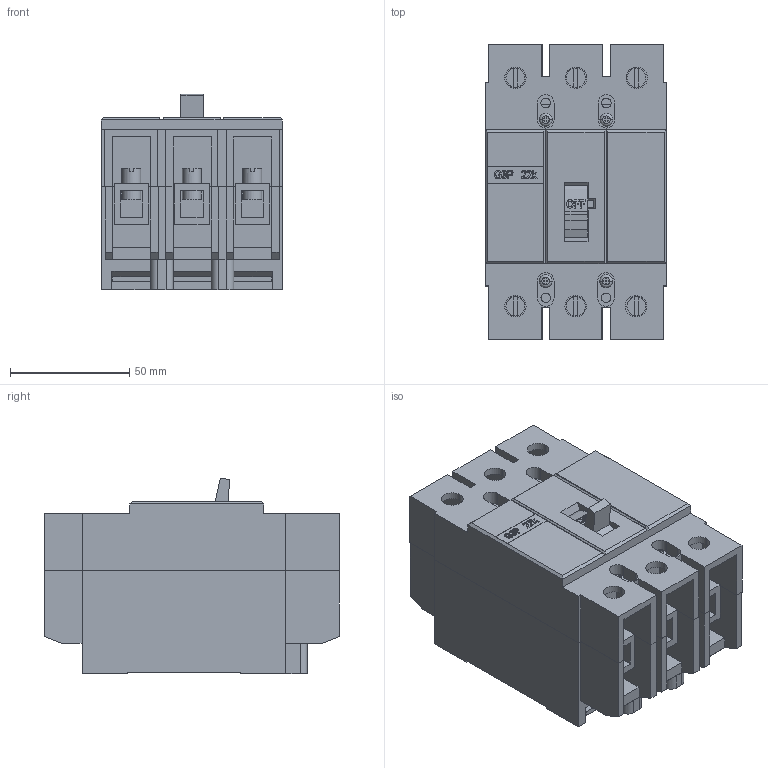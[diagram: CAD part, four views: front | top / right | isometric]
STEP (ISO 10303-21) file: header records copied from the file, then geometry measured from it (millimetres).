
FILE_DESCRIPTION (( 'STEP AP214' ), '1' );
FILE_NAME ('G3P-030-UVAC.STEP', '2013-11-06T20:13:44', ( '' ), ( '' ), 'SwSTEP 2.0', 'SolidWorks 2013', '' );
FILE_SCHEMA (( 'AUTOMOTIVE_DESIGN' ));
Length unit declared in the file: millimetre
Products named in the file (1): G3P-030-UVAC
Bounding box: 76.08 x 123.83 x 82.08 mm (x, y, z)
Volume: 371744.1 mm3; surface area: 119510.9 mm2
Topology: 16 solids, 20 shells, 915 faces, 2296 edges, 1484 vertices
Faces by surface type: plane 694, cylinder 149, bspline 56, torus 16
Entity records: 36389 total; most frequent: CARTESIAN_POINT 7724, ORIENTED_EDGE 4592, DIRECTION 4318, EDGE_CURVE 2296, VECTOR 1738, LINE 1738, VERTEX_POINT 1484, AXIS2_PLACEMENT_3D 1290
